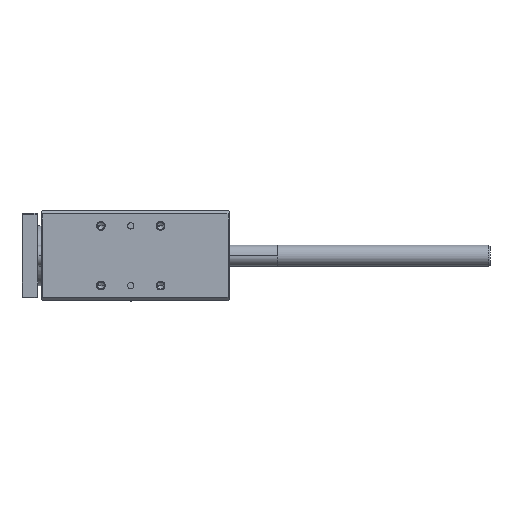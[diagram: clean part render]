
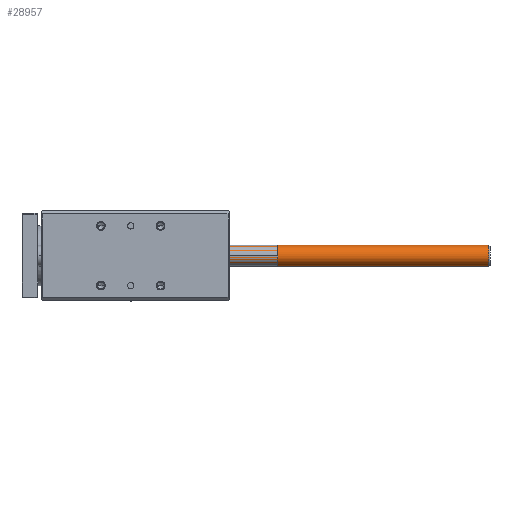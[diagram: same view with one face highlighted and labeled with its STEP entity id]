
A CAD part, front view. The second image highlights one B-rep face of the part: STEP entity #28957.
In plain terms, the highlighted cylindrical face has radius 10 mm (diameter 20 mm), a partial arc.
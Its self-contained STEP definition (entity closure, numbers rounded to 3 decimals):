
#2128 = CARTESIAN_POINT ( 'NONE',  ( 248.87, 73.05, 32.5 ) ) ;
#2308 = VERTEX_POINT ( 'NONE', #2506 ) ;
#2506 = CARTESIAN_POINT ( 'NONE',  ( 248.87, 73.05, 52.5 ) ) ;
#3212 = DIRECTION ( 'NONE',  ( 1., 0., 0. ) ) ;
#6175 = AXIS2_PLACEMENT_3D ( 'NONE', #13324, #10937, #25565 ) ;
#7403 = VECTOR ( 'NONE', #20406, 1000. ) ;
#7829 = DIRECTION ( 'NONE',  ( 0., 0., -1. ) ) ;
#8682 = CIRCLE ( 'NONE', #26452, 10. ) ;
#8997 = ORIENTED_EDGE ( 'NONE', *, *, #28623, .T. ) ;
#9230 = VECTOR ( 'NONE', #20913, 1000. ) ;
#9788 = EDGE_CURVE ( 'NONE', #25956, #2308, #17543, .T. ) ;
#10693 = CARTESIAN_POINT ( 'NONE',  ( 495.87, 73.05, 52.5 ) ) ;
#10928 = CIRCLE ( 'NONE', #11947, 10. ) ;
#10937 = DIRECTION ( 'NONE',  ( -1., 0., 0. ) ) ;
#11611 = VERTEX_POINT ( 'NONE', #2128 ) ;
#11947 = AXIS2_PLACEMENT_3D ( 'NONE', #13762, #15846, #16002 ) ;
#13324 = CARTESIAN_POINT ( 'NONE',  ( 495.87, 73.05, 42.5 ) ) ;
#13762 = CARTESIAN_POINT ( 'NONE',  ( 494.87, 73.05, 42.5 ) ) ;
#15818 = CARTESIAN_POINT ( 'NONE',  ( 495.87, 73.05, 32.5 ) ) ;
#15846 = DIRECTION ( 'NONE',  ( -1., 0., 0. ) ) ;
#15877 = CYLINDRICAL_SURFACE ( 'NONE', #6175, 10. ) ;
#16002 = DIRECTION ( 'NONE',  ( 0., 0., -1. ) ) ;
#16367 = EDGE_CURVE ( 'NONE', #22481, #11611, #28374, .T. ) ;
#17543 = LINE ( 'NONE', #10693, #7403 ) ;
#17864 = ORIENTED_EDGE ( 'NONE', *, *, #25108, .T. ) ;
#17969 = EDGE_LOOP ( 'NONE', ( #30049, #17864, #21677, #8997 ) ) ;
#19900 = CARTESIAN_POINT ( 'NONE',  ( 248.87, 73.05, 42.5 ) ) ;
#20406 = DIRECTION ( 'NONE',  ( -1., 0., 0. ) ) ;
#20913 = DIRECTION ( 'NONE',  ( -1., 0., 0. ) ) ;
#21677 = ORIENTED_EDGE ( 'NONE', *, *, #9788, .T. ) ;
#22481 = VERTEX_POINT ( 'NONE', #26605 ) ;
#25108 = EDGE_CURVE ( 'NONE', #22481, #25956, #10928, .T. ) ;
#25408 = FACE_OUTER_BOUND ( 'NONE', #17969, .T. ) ;
#25565 = DIRECTION ( 'NONE',  ( 0., 0., 1. ) ) ;
#25956 = VERTEX_POINT ( 'NONE', #26094 ) ;
#26094 = CARTESIAN_POINT ( 'NONE',  ( 494.87, 73.05, 52.5 ) ) ;
#26452 = AXIS2_PLACEMENT_3D ( 'NONE', #19900, #3212, #7829 ) ;
#26605 = CARTESIAN_POINT ( 'NONE',  ( 494.87, 73.05, 32.5 ) ) ;
#28374 = LINE ( 'NONE', #15818, #9230 ) ;
#28623 = EDGE_CURVE ( 'NONE', #2308, #11611, #8682, .T. ) ;
#28957 = ADVANCED_FACE ( 'NONE', ( #25408 ), #15877, .T. ) ;
#30049 = ORIENTED_EDGE ( 'NONE', *, *, #16367, .F. ) ;
